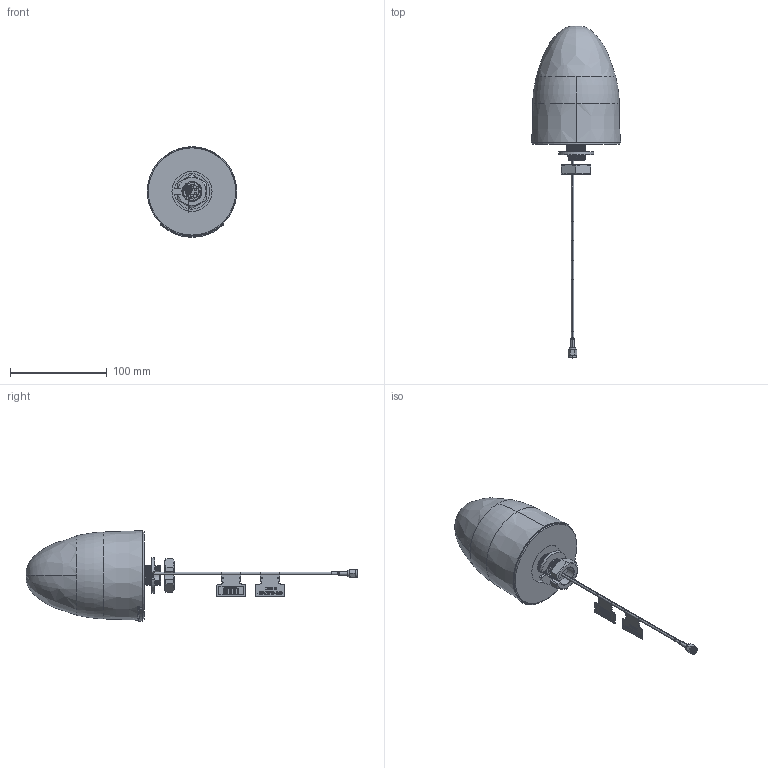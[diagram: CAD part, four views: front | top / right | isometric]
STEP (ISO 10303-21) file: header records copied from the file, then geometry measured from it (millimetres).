
FILE_DESCRIPTION (( 'STEP AP214' ), '1' );
FILE_NAME ('AQHA.11.A.101111_Web.STEP', '2022-03-14T14:24:05', ( '' ), ( '' ), 'SwSTEP 2.0', 'SolidWorks 2018', '' );
FILE_SCHEMA (( 'AUTOMOTIVE_DESIGN' ));
Length unit declared in the file: millimetre
Products named in the file (1): AQHA.11.A.101111_Web
Bounding box: 92.3 x 342.7 x 93.52 mm (x, y, z)
Surface area: 53810.1 mm2 (no closed solid volume)
Topology: 0 solids, 57 shells, 257 faces, 1745 edges, 1536 vertices
Faces by surface type: plane 106, cylinder 100, bspline 23, cone 18, torus 10
Entity records: 33139 total; most frequent: CARTESIAN_POINT 18906, ORIENTED_EDGE 2141, DIRECTION 1747, EDGE_CURVE 1742, VERTEX_POINT 1536, LINE 853, VECTOR 853, B_SPLINE_CURVE_WITH_KNOTS 641
